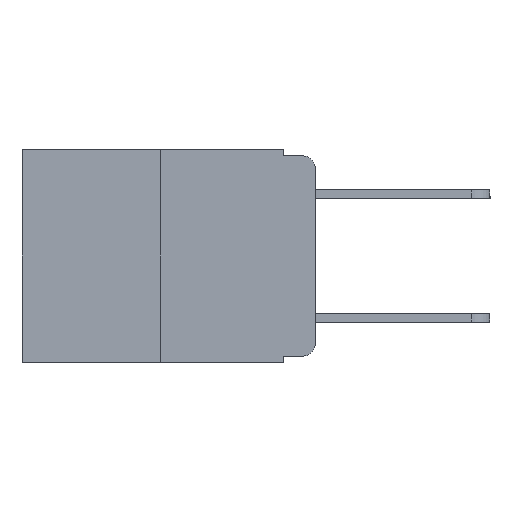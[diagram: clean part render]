
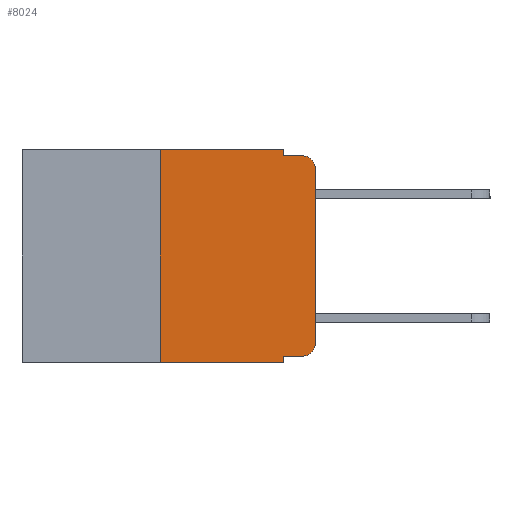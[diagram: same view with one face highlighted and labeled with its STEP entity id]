
A CAD part, left-side view. The second image highlights one B-rep face of the part: STEP entity #8024.
In plain terms, the highlighted planar face has unit normal (-1, 0, 0).
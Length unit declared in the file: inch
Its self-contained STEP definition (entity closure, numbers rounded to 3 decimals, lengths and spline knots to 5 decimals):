
#430 = DIRECTION ( 'NONE',  ( -1., 0., 0. ) ) ;
#523 = CARTESIAN_POINT ( 'NONE',  ( 0., 0.473, 0. ) ) ;
#736 = EDGE_CURVE ( 'NONE', #10557, #9083, #16792, .T. ) ;
#1123 = VERTEX_POINT ( 'NONE', #6070 ) ;
#1391 = LINE ( 'NONE', #3209, #8836 ) ;
#1636 = ORIENTED_EDGE ( 'NONE', *, *, #17814, .F. ) ;
#1834 = VERTEX_POINT ( 'NONE', #7186 ) ;
#1876 = EDGE_CURVE ( 'NONE', #10557, #9963, #11658, .T. ) ;
#3128 = ORIENTED_EDGE ( 'NONE', *, *, #16954, .F. ) ;
#3209 = CARTESIAN_POINT ( 'NONE',  ( 0., 0.473, -0.343 ) ) ;
#3461 = CARTESIAN_POINT ( 'NONE',  ( 0., 0., -0.313 ) ) ;
#3580 = CARTESIAN_POINT ( 'NONE',  ( 0., 0.02, -0.01 ) ) ;
#3803 = LINE ( 'NONE', #523, #18529 ) ;
#3821 = DIRECTION ( 'NONE',  ( 0., -1., 0. ) ) ;
#3893 = VECTOR ( 'NONE', #7438, 39.37008 ) ;
#3940 = DIRECTION ( 'NONE',  ( -1., 0., 0. ) ) ;
#4243 = DIRECTION ( 'NONE',  ( 0., 0., -1. ) ) ;
#4595 = CARTESIAN_POINT ( 'NONE',  ( 0., 0.051, -0.01 ) ) ;
#4629 = LINE ( 'NONE', #18737, #15778 ) ;
#4667 = EDGE_CURVE ( 'NONE', #9963, #13510, #14627, .T. ) ;
#4787 = DIRECTION ( 'NONE',  ( 0., -1., 0. ) ) ;
#4789 = VERTEX_POINT ( 'NONE', #8705 ) ;
#4907 = VECTOR ( 'NONE', #10732, 39.37008 ) ;
#5372 = ORIENTED_EDGE ( 'NONE', *, *, #16077, .T. ) ;
#5389 = DIRECTION ( 'NONE',  ( 0., -1., 0. ) ) ;
#6070 = CARTESIAN_POINT ( 'NONE',  ( 0., 0.25, -0.343 ) ) ;
#6835 = CARTESIAN_POINT ( 'NONE',  ( 0., 0.051, -0.333 ) ) ;
#7035 = DIRECTION ( 'NONE',  ( 0., 0., 1. ) ) ;
#7186 = CARTESIAN_POINT ( 'NONE',  ( 0., 0.25, 0. ) ) ;
#7438 = DIRECTION ( 'NONE',  ( 0., 0., -1. ) ) ;
#7667 = ORIENTED_EDGE ( 'NONE', *, *, #4667, .T. ) ;
#7811 = VECTOR ( 'NONE', #5389, 39.37008 ) ;
#8024 = ADVANCED_FACE ( 'NONE', ( #8771 ), #11790, .F. ) ;
#8600 = VERTEX_POINT ( 'NONE', #14152 ) ;
#8705 = CARTESIAN_POINT ( 'NONE',  ( 0., 0., -0.03 ) ) ;
#8771 = FACE_OUTER_BOUND ( 'NONE', #11128, .T. ) ;
#8836 = VECTOR ( 'NONE', #4787, 39.37008 ) ;
#9083 = VERTEX_POINT ( 'NONE', #12263 ) ;
#9137 = DIRECTION ( 'NONE',  ( 0., 0., 1. ) ) ;
#9872 = CARTESIAN_POINT ( 'NONE',  ( 0., 0.02, -0.313 ) ) ;
#9938 = EDGE_CURVE ( 'NONE', #1834, #16276, #3803, .T. ) ;
#9963 = VERTEX_POINT ( 'NONE', #14271 ) ;
#10335 = CARTESIAN_POINT ( 'NONE',  ( 0., 0.473, 0. ) ) ;
#10442 = AXIS2_PLACEMENT_3D ( 'NONE', #12943, #3940, #14316 ) ;
#10557 = VERTEX_POINT ( 'NONE', #15184 ) ;
#10597 = ORIENTED_EDGE ( 'NONE', *, *, #14893, .T. ) ;
#10657 = VERTEX_POINT ( 'NONE', #3580 ) ;
#10732 = DIRECTION ( 'NONE',  ( 0., -1., 0. ) ) ;
#10790 = AXIS2_PLACEMENT_3D ( 'NONE', #9872, #430, #11313 ) ;
#11128 = EDGE_LOOP ( 'NONE', ( #12385, #5372, #3128, #1636, #17006, #11253, #10597, #18164, #17020, #7667 ) ) ;
#11253 = ORIENTED_EDGE ( 'NONE', *, *, #18657, .F. ) ;
#11313 = DIRECTION ( 'NONE',  ( 0., 0., -1. ) ) ;
#11658 = LINE ( 'NONE', #6835, #7811 ) ;
#11790 = PLANE ( 'NONE',  #15488 ) ;
#12263 = CARTESIAN_POINT ( 'NONE',  ( 0., 0.051, -0.343 ) ) ;
#12385 = ORIENTED_EDGE ( 'NONE', *, *, #15205, .T. ) ;
#12843 = LINE ( 'NONE', #12845, #17093 ) ;
#12845 = CARTESIAN_POINT ( 'NONE',  ( 0., 0., 0. ) ) ;
#12943 = CARTESIAN_POINT ( 'NONE',  ( 0., 0.02, -0.03 ) ) ;
#13208 = DIRECTION ( 'NONE',  ( 1., 0., 0. ) ) ;
#13290 = LINE ( 'NONE', #4595, #4907 ) ;
#13510 = VERTEX_POINT ( 'NONE', #3461 ) ;
#13657 = VECTOR ( 'NONE', #9137, 39.37008 ) ;
#13695 = CARTESIAN_POINT ( 'NONE',  ( 0., 0.051, 0. ) ) ;
#14152 = CARTESIAN_POINT ( 'NONE',  ( 0., 0.051, -0.01 ) ) ;
#14271 = CARTESIAN_POINT ( 'NONE',  ( 0., 0.02, -0.333 ) ) ;
#14316 = DIRECTION ( 'NONE',  ( 0., 0., -1. ) ) ;
#14627 = CIRCLE ( 'NONE', #10790, 0.02 ) ;
#14893 = EDGE_CURVE ( 'NONE', #1123, #9083, #1391, .T. ) ;
#14927 = LINE ( 'NONE', #18568, #13657 ) ;
#15184 = CARTESIAN_POINT ( 'NONE',  ( 0., 0.051, -0.333 ) ) ;
#15205 = EDGE_CURVE ( 'NONE', #13510, #4789, #12843, .T. ) ;
#15335 = CIRCLE ( 'NONE', #10442, 0.02 ) ;
#15488 = AXIS2_PLACEMENT_3D ( 'NONE', #10335, #13208, #4243 ) ;
#15778 = VECTOR ( 'NONE', #16163, 39.37008 ) ;
#15973 = CARTESIAN_POINT ( 'NONE',  ( 0., 0.051, 0. ) ) ;
#16077 = EDGE_CURVE ( 'NONE', #4789, #10657, #15335, .T. ) ;
#16163 = DIRECTION ( 'NONE',  ( 0., 0., -1. ) ) ;
#16276 = VERTEX_POINT ( 'NONE', #15973 ) ;
#16792 = LINE ( 'NONE', #13695, #3893 ) ;
#16954 = EDGE_CURVE ( 'NONE', #8600, #10657, #13290, .T. ) ;
#17006 = ORIENTED_EDGE ( 'NONE', *, *, #9938, .F. ) ;
#17020 = ORIENTED_EDGE ( 'NONE', *, *, #1876, .T. ) ;
#17093 = VECTOR ( 'NONE', #7035, 39.37008 ) ;
#17814 = EDGE_CURVE ( 'NONE', #16276, #8600, #4629, .T. ) ;
#18164 = ORIENTED_EDGE ( 'NONE', *, *, #736, .F. ) ;
#18529 = VECTOR ( 'NONE', #3821, 39.37008 ) ;
#18568 = CARTESIAN_POINT ( 'NONE',  ( 0., 0.25, 0. ) ) ;
#18657 = EDGE_CURVE ( 'NONE', #1123, #1834, #14927, .T. ) ;
#18737 = CARTESIAN_POINT ( 'NONE',  ( 0., 0.051, 0. ) ) ;
